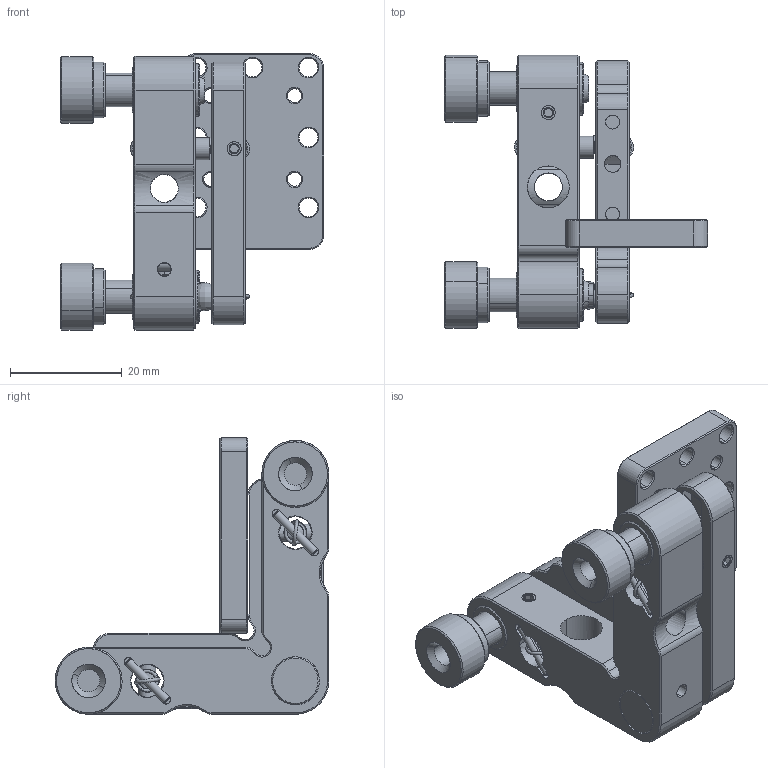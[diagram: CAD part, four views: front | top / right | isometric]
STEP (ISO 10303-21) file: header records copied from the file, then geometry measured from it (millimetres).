
FILE_DESCRIPTION (( 'STEP AP203' ), '1' );
FILE_NAME ('1.1.12.1，JL-1.0-2,1.0英寸棱镜调整架，2轴，M4沉头，M6螺纹安装孔，Rev.A..STEP', '2021-02-26T03:27:32', ( '' ), ( '' ), 'SwSTEP 2.0', 'SolidWorks 2020', '' );
FILE_SCHEMA (( 'CONFIG_CONTROL_DESIGN' ));
Length unit declared in the file: millimetre
Products named in the file (5): 1.1.12.1，JL-1.0-2,1.0英寸棱镜调整架，2轴，M4沉头，M6螺纹安装孔，Rev.A.; 11.sldasm-Part-3; 11.sldasm-Part-1; 11.sldasm-Part-2; 11.sldasm-Part-4
Assembly tree (4 placements, depth 2):
  1.1.12.1，JL-1.0-2,1.0英寸棱镜调整架，2轴，M4沉头，M6螺纹安装孔，Rev.A.
    11.sldasm-Part-1
    11.sldasm-Part-2
    11.sldasm-Part-3
    11.sldasm-Part-4
Bounding box: 47.09 x 49 x 49.5 mm (x, y, z)
Volume: 100.5 mm3; surface area: 14020.5 mm2
Topology: 3 solids, 68 shells, 442 faces, 1237 edges, 837 vertices
Faces by surface type: bspline 320, plane 122
Entity records: 59159 total; most frequent: CARTESIAN_POINT 49314, ORIENTED_EDGE 2075, DIRECTION 1332, EDGE_CURVE 1231, VERTEX_POINT 837, VECTOR 548, LINE 548, EDGE_LOOP 520
